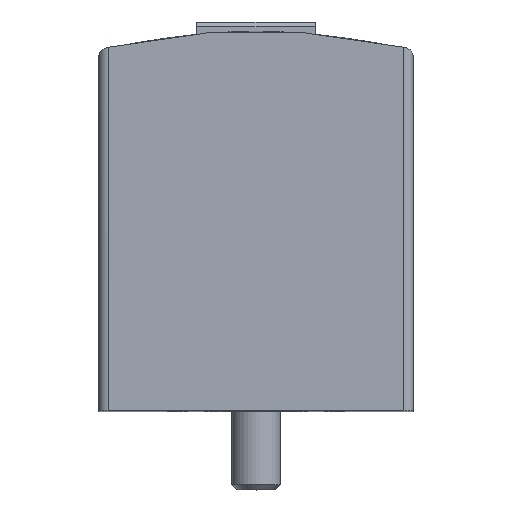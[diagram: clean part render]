
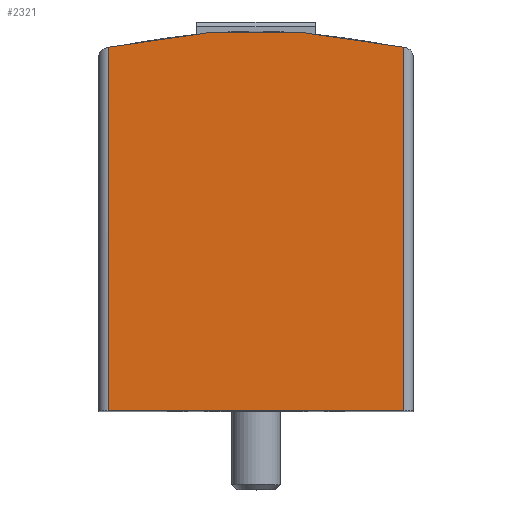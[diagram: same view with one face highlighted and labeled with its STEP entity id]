
A CAD part, top view. The second image highlights one B-rep face of the part: STEP entity #2321.
In plain terms, the highlighted planar face has unit normal (0, 0, 1).
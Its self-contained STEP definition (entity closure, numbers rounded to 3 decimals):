
#92=CIRCLE('',#2425,35.);
#332=ORIENTED_EDGE('',*,*,#772,.F.);
#333=ORIENTED_EDGE('',*,*,#678,.T.);
#334=ORIENTED_EDGE('',*,*,#773,.T.);
#335=ORIENTED_EDGE('',*,*,#639,.T.);
#639=EDGE_CURVE('',#874,#873,#1031,.T.);
#678=EDGE_CURVE('',#909,#908,#92,.T.);
#772=EDGE_CURVE('',#909,#873,#1099,.T.);
#773=EDGE_CURVE('',#908,#874,#1100,.T.);
#873=VERTEX_POINT('',#3137);
#874=VERTEX_POINT('',#3139);
#908=VERTEX_POINT('',#3220);
#909=VERTEX_POINT('',#3222);
#1031=LINE('',#3138,#1169);
#1099=LINE('',#3426,#1237);
#1100=LINE('',#3427,#1238);
#1169=VECTOR('',#2609,1000.);
#1237=VECTOR('',#2855,1000.);
#1238=VECTOR('',#2856,1000.);
#1334=EDGE_LOOP('',(#332,#333,#334,#335));
#1456=FACE_BOUND('',#1334,.T.);
#1553=PLANE('',#2490);
#2321=ADVANCED_FACE('',(#1456),#1553,.F.);
#2425=AXIS2_PLACEMENT_3D('',#3221,#2676,#2677);
#2490=AXIS2_PLACEMENT_3D('',#3425,#2853,#2854);
#2609=DIRECTION('',(1.,0.,0.));
#2676=DIRECTION('',(0.,0.,1.));
#2677=DIRECTION('',(1.,0.,0.));
#2853=DIRECTION('',(0.,0.,-1.));
#2854=DIRECTION('',(-1.,0.,0.));
#2855=DIRECTION('',(0.,-1.,0.));
#2856=DIRECTION('',(0.,-1.,0.));
#3137=CARTESIAN_POINT('',(7.5,0.,8.));
#3138=CARTESIAN_POINT('',(-7.5,0.,8.));
#3139=CARTESIAN_POINT('',(-7.5,0.,8.));
#3220=CARTESIAN_POINT('',(-7.5,18.487,8.));
#3221=CARTESIAN_POINT('',(0.,-15.7,8.));
#3222=CARTESIAN_POINT('',(7.5,18.487,8.));
#3425=CARTESIAN_POINT('',(-7.5,19.3,8.));
#3426=CARTESIAN_POINT('',(7.5,19.3,8.));
#3427=CARTESIAN_POINT('',(-7.5,19.3,8.));
